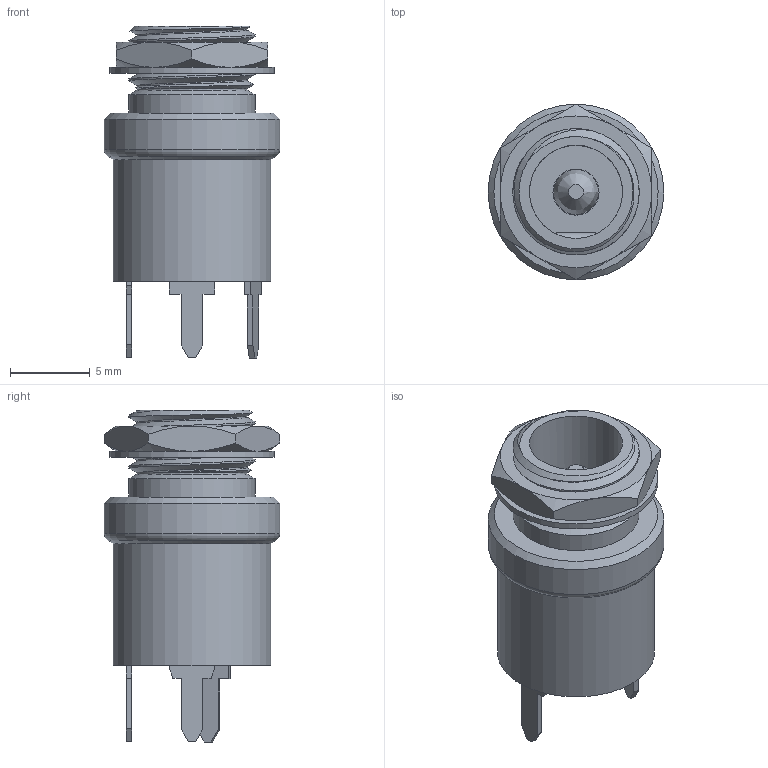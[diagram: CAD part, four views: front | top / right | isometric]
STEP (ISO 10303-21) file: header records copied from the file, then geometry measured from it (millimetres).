
FILE_DESCRIPTION(/* description */ (''),/* implementation_level */ '2;1');
FILE_NAME(/* name */ 'Switchcraft PC712A.step',/* time_stamp */ '2022-03-18T14:23:51+00:00',/* author */ (''),/* organization */ (''),/* preprocessor_version */ 'ST-DEVELOPER v18.1',/* originating_system */ 'Autodesk Translation Framework v10.13.0.1454',/* authorisation */ '');
FILE_SCHEMA (('AUTOMOTIVE_DESIGN { 1 0 10303 214 3 1 1 }'));
Length unit declared in the file: millimetre
Products named in the file (1): Switchcraft PC712A
Bounding box: 11.02 x 11.02 x 20.83 mm (x, y, z)
Volume: 926.1 mm3; surface area: 1171.4 mm2
Topology: 1 solids, 1 shells, 105 faces, 281 edges, 184 vertices
Faces by surface type: plane 57, cylinder 21, cone 20, bspline 5, torus 2
Full cylindrical faces by diameter (mm): 5.842 x1, 6.934 x5, 7.925 x1, 7.938 x2, 9.887 x1, 10.312 x1, 11.024 x1
Entity records: 4932 total; most frequent: CARTESIAN_POINT 2380, ORIENTED_EDGE 562, DIRECTION 477, EDGE_CURVE 281, VERTEX_POINT 184, AXIS2_PLACEMENT_3D 166, LINE 145, VECTOR 145
